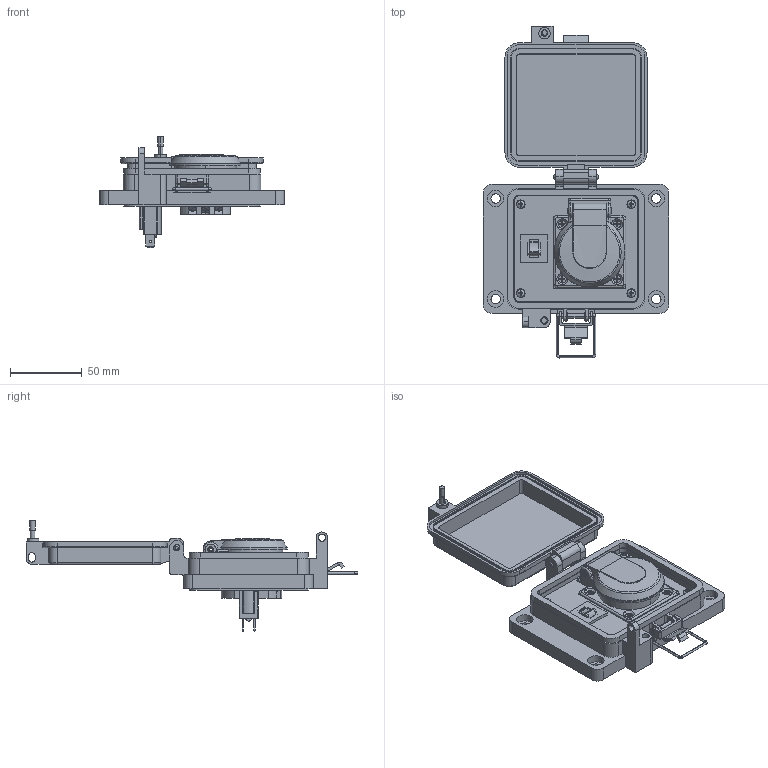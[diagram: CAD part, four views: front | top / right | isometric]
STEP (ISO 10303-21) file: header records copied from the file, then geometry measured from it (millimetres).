
FILE_DESCRIPTION (( 'STEP AP203' ), '1' );
FILE_NAME ('P-XX-K2RH6_3D.STEP', '2020-11-09T16:38:41', ( '' ), ( '' ), 'SwSTEP 2.0', 'SolidWorks 2019', '' );
FILE_SCHEMA (( 'CONFIG_CONTROL_DESIGN' ));
Length unit declared in the file: millimetre
Products named in the file (15): Z-200-OTLT-RH; Z-002-4401_4HN_90675A005; -K2; P-XX-K2RH6_3D; Z-CB-SM; Z-200-OTLT-RH_Pin; RH; CBX; P-XX-K2RH6_BP180_1; Z-H-K2_B; 92005A124_METRIC PAN HEAD PHILLIPS MACHINE SCREW_92005A124; P-XX-K2RH6_FP060_1; Z-200-OTLT-RH_Cover; 4-40 half inch flathead _90273A110; Z-200-OTLT-RH_Base
Assembly tree (23 placements, depth 4):
  P-XX-K2RH6_3D
    P-XX-K2RH6_BP180_1
    P-XX-K2RH6_FP060_1
    RH
      Z-200-OTLT-RH
        Z-200-OTLT-RH_Base
        Z-200-OTLT-RH_Cover
        Z-200-OTLT-RH_Pin
    4-40 half inch flathead _90273A110  x4
    Z-002-4401_4HN_90675A005  x4
    CBX
      Z-CB-SM
    -K2
      Z-H-K2_B
    92005A124_METRIC PAN HEAD PHILLIPS MACHINE SCREW_92005A124  x4
Bounding box: 129 x 231.28 x 77.64 mm (x, y, z)
Volume: 200542.3 mm3; surface area: 120202.9 mm2
Topology: 28 solids, 28 shells, 2430 faces, 6813 edges, 4481 vertices
Faces by surface type: cylinder 1302, plane 662, cone 226, bspline 172, torus 56, sphere 12
Entity records: 49849 total; most frequent: CARTESIAN_POINT 15653, ORIENTED_EDGE 7250, DIRECTION 6291, EDGE_CURVE 3625, VERTEX_POINT 2378, AXIS2_PLACEMENT_3D 2202, LINE 1887, VECTOR 1887
